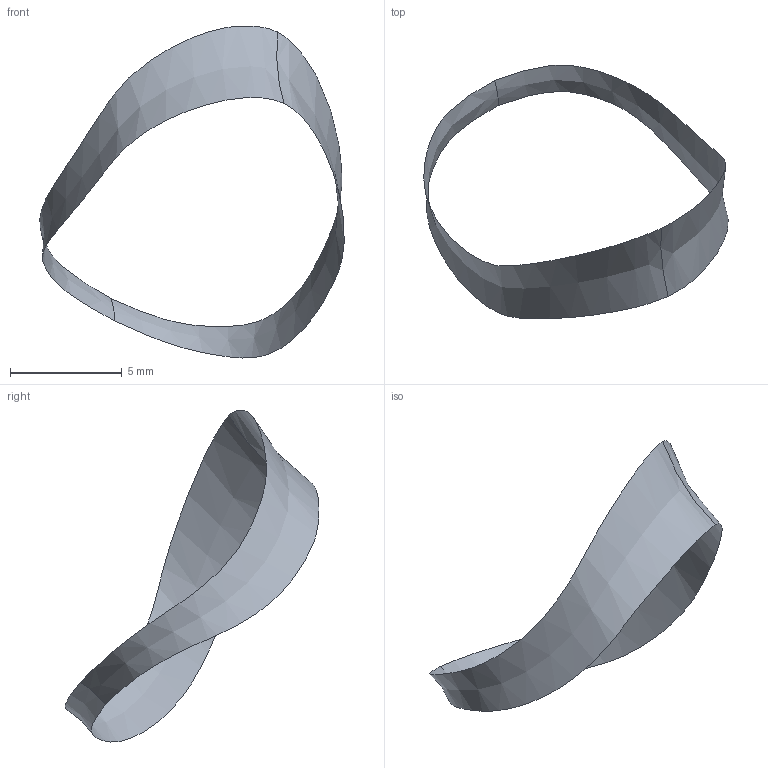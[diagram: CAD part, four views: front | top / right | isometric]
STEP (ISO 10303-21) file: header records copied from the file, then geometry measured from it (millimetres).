
FILE_DESCRIPTION(('FreeCAD Model'),'2;1');
FILE_NAME('Open CASCADE Shape Model','2021-11-14T07:57:03',('Author'),( ''),'Open CASCADE STEP processor 7.4','FreeCAD','Unknown');
FILE_SCHEMA(('CONFIG_CONTROL_DESIGN','SHAPE_APPEARANCE_LAYER_MIM'));
Length unit declared in the file: millimetre
Products named in the file (3): Unnamed; Document.58; Document.31
Assembly tree (2 placements, depth 2):
  Unnamed
    Document.58
    Document.31
Bounding box: 13.59 x 11.34 x 14.82 mm (x, y, z)
Surface area: 128.2 mm2 (no closed solid volume)
Topology: 0 solids, 2 shells, 2 faces, 10 edges, 10 vertices
Faces by surface type: bspline 2
Entity records: 763 total; most frequent: CARTESIAN_POINT 536, CC_DESIGN_PERSON_AND_ORGANIZATION_ASSIGNMENT 14, DIRECTION 11, ORIENTED_EDGE 10, EDGE_CURVE 10, VERTEX_POINT 10, SURFACE_CURVE 10, PCURVE 10
